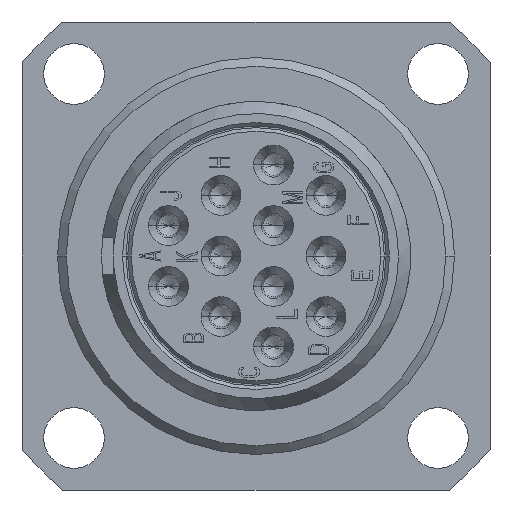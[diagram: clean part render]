
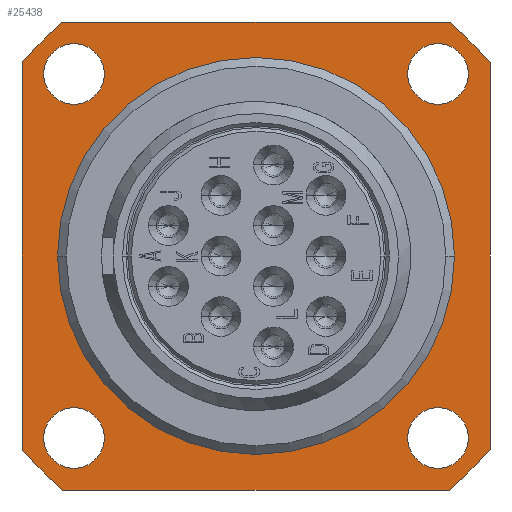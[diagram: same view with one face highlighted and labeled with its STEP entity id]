
A CAD part, left-side view. The second image highlights one B-rep face of the part: STEP entity #25438.
In plain terms, the highlighted planar face has unit normal (-1, 0, 0).
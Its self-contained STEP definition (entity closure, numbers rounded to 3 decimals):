
#305=CARTESIAN_POINT('',(0.7,0.,0.));
#306=DIRECTION('',(1.,0.,0.));
#307=DIRECTION('',(0.,1.,0.));
#308=AXIS2_PLACEMENT_3D('',#305,#306,#307);
#318=CARTESIAN_POINT('',(0.7,0.,0.));
#319=DIRECTION('',(1.,0.,0.));
#320=DIRECTION('',(0.,-1.,0.));
#321=AXIS2_PLACEMENT_3D('',#318,#319,#320);
#323=DIRECTION('',(0.,1.,0.));
#324=VECTOR('',#323,22.271);
#325=CARTESIAN_POINT('',(0.7,-11.136,13.5));
#326=LINE('2017',#325,#324);
#327=CARTESIAN_POINT('',(0.7,0.,0.));
#328=DIRECTION('',(1.,0.,0.));
#329=DIRECTION('',(0.,-0.636,0.771));
#330=AXIS2_PLACEMENT_3D('',#327,#328,#329);
#332=DIRECTION('',(0.,0.,1.));
#333=VECTOR('',#332,22.271);
#334=CARTESIAN_POINT('',(0.7,-13.5,-11.136));
#335=LINE('2018',#334,#333);
#336=CARTESIAN_POINT('',(0.7,0.,0.));
#337=DIRECTION('',(1.,0.,0.));
#338=DIRECTION('',(0.,-0.771,-0.636));
#339=AXIS2_PLACEMENT_3D('',#336,#337,#338);
#341=DIRECTION('',(0.,-1.,0.));
#342=VECTOR('',#341,22.271);
#343=CARTESIAN_POINT('',(0.7,11.136,-13.5));
#344=LINE('2019',#343,#342);
#345=CARTESIAN_POINT('',(0.7,0.,0.));
#346=DIRECTION('',(1.,0.,0.));
#347=DIRECTION('',(0.,0.636,-0.771));
#348=AXIS2_PLACEMENT_3D('',#345,#346,#347);
#350=DIRECTION('',(0.,0.,-1.));
#351=VECTOR('',#350,22.271);
#352=CARTESIAN_POINT('',(0.7,13.5,11.136));
#353=LINE('2020',#352,#351);
#354=CARTESIAN_POINT('',(0.7,0.,0.));
#355=DIRECTION('',(1.,0.,0.));
#356=DIRECTION('',(0.,0.771,0.636));
#357=AXIS2_PLACEMENT_3D('',#354,#355,#356);
#359=CARTESIAN_POINT('',(0.7,10.5,-10.5));
#360=DIRECTION('',(-1.,0.,0.));
#361=DIRECTION('',(0.,0.,-1.));
#362=AXIS2_PLACEMENT_3D('',#359,#360,#361);
#364=CARTESIAN_POINT('',(0.7,10.5,-10.5));
#365=DIRECTION('',(-1.,0.,0.));
#366=DIRECTION('',(0.,0.,1.));
#367=AXIS2_PLACEMENT_3D('',#364,#365,#366);
#369=CARTESIAN_POINT('',(0.7,10.5,10.5));
#370=DIRECTION('',(-1.,0.,0.));
#371=DIRECTION('',(0.,0.,-1.));
#372=AXIS2_PLACEMENT_3D('',#369,#370,#371);
#374=CARTESIAN_POINT('',(0.7,10.5,10.5));
#375=DIRECTION('',(-1.,0.,0.));
#376=DIRECTION('',(0.,0.,1.));
#377=AXIS2_PLACEMENT_3D('',#374,#375,#376);
#379=CARTESIAN_POINT('',(0.7,-10.5,-10.5));
#380=DIRECTION('',(-1.,0.,0.));
#381=DIRECTION('',(0.,0.,-1.));
#382=AXIS2_PLACEMENT_3D('',#379,#380,#381);
#384=CARTESIAN_POINT('',(0.7,-10.5,-10.5));
#385=DIRECTION('',(-1.,0.,0.));
#386=DIRECTION('',(0.,0.,1.));
#387=AXIS2_PLACEMENT_3D('',#384,#385,#386);
#389=CARTESIAN_POINT('',(0.7,-10.5,10.5));
#390=DIRECTION('',(-1.,0.,0.));
#391=DIRECTION('',(0.,0.,-1.));
#392=AXIS2_PLACEMENT_3D('',#389,#390,#391);
#394=CARTESIAN_POINT('',(0.7,-10.5,10.5));
#395=DIRECTION('',(-1.,0.,0.));
#396=DIRECTION('',(0.,0.,1.));
#397=AXIS2_PLACEMENT_3D('',#394,#395,#396);
#20033=CARTESIAN_POINT('',(0.7,11.45,0.));
#20034=VERTEX_POINT('',#20033);
#20035=CARTESIAN_POINT('',(0.7,-11.45,0.));
#20036=VERTEX_POINT('',#20035);
#20053=CARTESIAN_POINT('',(0.7,10.5,-12.25));
#20054=CARTESIAN_POINT('',(0.7,10.5,-8.75));
#20055=VERTEX_POINT('',#20053);
#20056=VERTEX_POINT('',#20054);
#20057=CARTESIAN_POINT('',(0.7,10.5,8.75));
#20058=CARTESIAN_POINT('',(0.7,10.5,12.25));
#20059=VERTEX_POINT('',#20057);
#20060=VERTEX_POINT('',#20058);
#20061=CARTESIAN_POINT('',(0.7,-10.5,-12.25));
#20062=CARTESIAN_POINT('',(0.7,-10.5,-8.75));
#20063=VERTEX_POINT('',#20061);
#20064=VERTEX_POINT('',#20062);
#20065=CARTESIAN_POINT('',(0.7,-10.5,8.75));
#20066=CARTESIAN_POINT('',(0.7,-10.5,12.25));
#20067=VERTEX_POINT('',#20065);
#20068=VERTEX_POINT('',#20066);
#20168=CARTESIAN_POINT('',(0.7,-11.136,13.5));
#20169=CARTESIAN_POINT('',(0.7,11.136,13.5));
#20170=VERTEX_POINT('',#20168);
#20171=VERTEX_POINT('',#20169);
#20172=CARTESIAN_POINT('',(0.7,-13.5,-11.136));
#20173=CARTESIAN_POINT('',(0.7,-13.5,11.136));
#20174=VERTEX_POINT('',#20172);
#20175=VERTEX_POINT('',#20173);
#20176=CARTESIAN_POINT('',(0.7,11.136,-13.5));
#20177=CARTESIAN_POINT('',(0.7,-11.136,-13.5));
#20178=VERTEX_POINT('',#20176);
#20179=VERTEX_POINT('',#20177);
#20180=CARTESIAN_POINT('',(0.7,13.5,11.136));
#20181=CARTESIAN_POINT('',(0.7,13.5,-11.136));
#20182=VERTEX_POINT('',#20180);
#20183=VERTEX_POINT('',#20181);
#25387=CARTESIAN_POINT('',(0.7,0.,0.));
#25388=DIRECTION('',(1.,0.,0.));
#25389=DIRECTION('',(0.,0.,-1.));
#25390=AXIS2_PLACEMENT_3D('',#25387,#25388,#25389);
#25391=PLANE('287',#25390);
#25393=ORIENTED_EDGE('2017',*,*,#25392,.F.);
#25395=ORIENTED_EDGE('2074',*,*,#25394,.T.);
#25397=ORIENTED_EDGE('2018',*,*,#25396,.F.);
#25399=ORIENTED_EDGE('2073',*,*,#25398,.T.);
#25401=ORIENTED_EDGE('2019',*,*,#25400,.F.);
#25403=ORIENTED_EDGE('2072',*,*,#25402,.T.);
#25405=ORIENTED_EDGE('2020',*,*,#25404,.F.);
#25407=ORIENTED_EDGE('2061',*,*,#25406,.T.);
#25408=EDGE_LOOP('287',(#25393,#25395,#25397,#25399,#25401,#25403,#25405,
#25407));
#25409=FACE_OUTER_BOUND('287',#25408,.F.);
#25411=ORIENTED_EDGE('1933',*,*,#25410,.T.);
#25413=ORIENTED_EDGE('1934',*,*,#25412,.T.);
#25414=EDGE_LOOP('287',(#25411,#25413));
#25415=FACE_BOUND('287',#25414,.F.);
#25417=ORIENTED_EDGE('1935',*,*,#25416,.T.);
#25419=ORIENTED_EDGE('1936',*,*,#25418,.T.);
#25420=EDGE_LOOP('287',(#25417,#25419));
#25421=FACE_BOUND('287',#25420,.F.);
#25423=ORIENTED_EDGE('1937',*,*,#25422,.T.);
#25425=ORIENTED_EDGE('1938',*,*,#25424,.T.);
#25426=EDGE_LOOP('287',(#25423,#25425));
#25427=FACE_BOUND('287',#25426,.F.);
#25429=ORIENTED_EDGE('1939',*,*,#25428,.T.);
#25431=ORIENTED_EDGE('1940',*,*,#25430,.T.);
#25432=EDGE_LOOP('287',(#25429,#25431));
#25433=FACE_BOUND('287',#25432,.F.);
#25434=ORIENTED_EDGE('1923',*,*,#25352,.F.);
#25435=ORIENTED_EDGE('1924',*,*,#25375,.F.);
#25436=EDGE_LOOP('287',(#25434,#25435));
#25437=FACE_BOUND('287',#25436,.F.);
#309=CIRCLE('1923',#308,11.45);
#322=CIRCLE('1924',#321,11.45);
#331=CIRCLE('2074',#330,17.5);
#340=CIRCLE('2073',#339,17.5);
#349=CIRCLE('2072',#348,17.5);
#358=CIRCLE('2061',#357,17.5);
#363=CIRCLE('1933',#362,1.75);
#368=CIRCLE('1934',#367,1.75);
#373=CIRCLE('1935',#372,1.75);
#378=CIRCLE('1936',#377,1.75);
#383=CIRCLE('1937',#382,1.75);
#388=CIRCLE('1938',#387,1.75);
#393=CIRCLE('1939',#392,1.75);
#398=CIRCLE('1940',#397,1.75);
#25352=EDGE_CURVE('1923',#20034,#20036,#309,.T.);
#25375=EDGE_CURVE('1924',#20036,#20034,#322,.T.);
#25392=EDGE_CURVE('2017',#20170,#20171,#326,.T.);
#25394=EDGE_CURVE('2074',#20170,#20175,#331,.T.);
#25396=EDGE_CURVE('2018',#20174,#20175,#335,.T.);
#25398=EDGE_CURVE('2073',#20174,#20179,#340,.T.);
#25400=EDGE_CURVE('2019',#20178,#20179,#344,.T.);
#25402=EDGE_CURVE('2072',#20178,#20183,#349,.T.);
#25404=EDGE_CURVE('2020',#20182,#20183,#353,.T.);
#25406=EDGE_CURVE('2061',#20182,#20171,#358,.T.);
#25410=EDGE_CURVE('1933',#20055,#20056,#363,.T.);
#25412=EDGE_CURVE('1934',#20056,#20055,#368,.T.);
#25416=EDGE_CURVE('1935',#20059,#20060,#373,.T.);
#25418=EDGE_CURVE('1936',#20060,#20059,#378,.T.);
#25422=EDGE_CURVE('1937',#20063,#20064,#383,.T.);
#25424=EDGE_CURVE('1938',#20064,#20063,#388,.T.);
#25428=EDGE_CURVE('1939',#20067,#20068,#393,.T.);
#25430=EDGE_CURVE('1940',#20068,#20067,#398,.T.);
#25438=ADVANCED_FACE('287',(#25409,#25415,#25421,#25427,#25433,#25437),#25391,
.F.);
